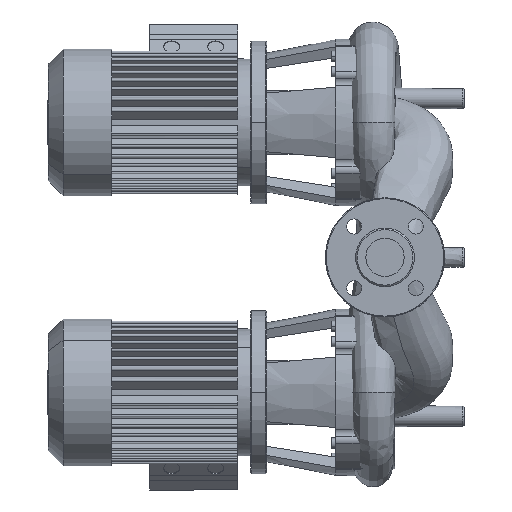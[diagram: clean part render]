
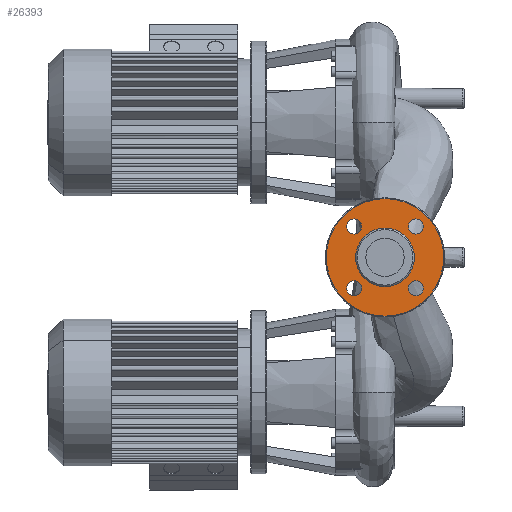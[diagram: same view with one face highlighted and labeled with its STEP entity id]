
A CAD part, left-side view. The second image highlights one B-rep face of the part: STEP entity #26393.
In plain terms, the highlighted free-form (B-spline) face has degree [1, 1] with [2, 2] control points.
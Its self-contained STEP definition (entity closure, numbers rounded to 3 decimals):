
#25772=CARTESIAN_POINT('',(2.,0.,-74.));
#25773=VERTEX_POINT('',#25772);
#25789=CARTESIAN_POINT('',(2.,0.,74.));
#25790=VERTEX_POINT('',#25789);
#25798=CARTESIAN_POINT('',(2.,-74.,0.0));
#25799=VERTEX_POINT('',#25798);
#25800=CARTESIAN_POINT('',(2.,0.,0.0));
#25801=DIRECTION('',(-1.0,0.0,0.0));
#25802=DIRECTION('',(0.0,-1.0,0.0));
#25803=AXIS2_PLACEMENT_3D('',#25800,#25801,#25802);
#25804=CIRCLE('',#25803,74.);
#25805=EDGE_CURVE('',#25799,#25790,#25804,.T.);
#25807=CARTESIAN_POINT('',(2.,0.,0.0));
#25808=DIRECTION('',(-1.0,0.0,0.0));
#25809=DIRECTION('',(0.0,-1.0,0.0));
#25810=AXIS2_PLACEMENT_3D('',#25807,#25808,#25809);
#25811=CIRCLE('',#25810,74.);
#25812=EDGE_CURVE('',#25773,#25799,#25811,.T.);
#25843=CARTESIAN_POINT('',(2.,-37.,0.0));
#25844=VERTEX_POINT('',#25843);
#25853=CARTESIAN_POINT('',(2.,37.,0.));
#25854=VERTEX_POINT('',#25853);
#25855=CARTESIAN_POINT('',(2.0,0.,0.0));
#25856=DIRECTION('',(-1.0,0.0,0.0));
#25857=DIRECTION('',(0.0,-1.0,0.0));
#25858=AXIS2_PLACEMENT_3D('',#25855,#25856,#25857);
#25859=CIRCLE('',#25858,37.);
#25860=EDGE_CURVE('',#25844,#25854,#25859,.T.);
#25906=CARTESIAN_POINT('',(2.,-38.891,29.391));
#25907=VERTEX_POINT('',#25906);
#25916=CARTESIAN_POINT('',(2.,-38.891,48.391));
#25917=VERTEX_POINT('',#25916);
#25918=CARTESIAN_POINT('',(2.,-38.891,38.891));
#25919=DIRECTION('',(-1.0,0.0,0.0));
#25920=DIRECTION('',(0.0,0.0,-1.0));
#25921=AXIS2_PLACEMENT_3D('',#25918,#25919,#25920);
#25922=CIRCLE('',#25921,9.5);
#25923=EDGE_CURVE('',#25907,#25917,#25922,.T.);
#25969=CARTESIAN_POINT('',(2.,29.391,38.891));
#25970=VERTEX_POINT('',#25969);
#25979=CARTESIAN_POINT('',(2.,48.391,38.891));
#25980=VERTEX_POINT('',#25979);
#25981=CARTESIAN_POINT('',(2.,38.891,38.891));
#25982=DIRECTION('',(-1.0,0.0,0.0));
#25983=DIRECTION('',(0.0,-1.0,0.0));
#25984=AXIS2_PLACEMENT_3D('',#25981,#25982,#25983);
#25985=CIRCLE('',#25984,9.5);
#25986=EDGE_CURVE('',#25970,#25980,#25985,.T.);
#26032=CARTESIAN_POINT('',(2.,38.891,-29.391));
#26033=VERTEX_POINT('',#26032);
#26042=CARTESIAN_POINT('',(2.,38.891,-48.391));
#26043=VERTEX_POINT('',#26042);
#26044=CARTESIAN_POINT('',(2.,38.891,-38.891));
#26045=DIRECTION('',(-1.0,0.0,0.0));
#26046=DIRECTION('',(0.0,0.0,1.0));
#26047=AXIS2_PLACEMENT_3D('',#26044,#26045,#26046);
#26048=CIRCLE('',#26047,9.5);
#26049=EDGE_CURVE('',#26033,#26043,#26048,.T.);
#26095=CARTESIAN_POINT('',(2.,-29.391,-38.891));
#26096=VERTEX_POINT('',#26095);
#26105=CARTESIAN_POINT('',(2.,-48.391,-38.891));
#26106=VERTEX_POINT('',#26105);
#26107=CARTESIAN_POINT('',(2.,-38.891,-38.891));
#26108=DIRECTION('',(-1.0,0.0,0.0));
#26109=DIRECTION('',(0.0,1.0,0.0));
#26110=AXIS2_PLACEMENT_3D('',#26107,#26108,#26109);
#26111=CIRCLE('',#26110,9.5);
#26112=EDGE_CURVE('',#26096,#26106,#26111,.T.);
#26167=CARTESIAN_POINT('',(2.,-38.891,-38.891));
#26168=DIRECTION('',(-1.0,0.0,0.0));
#26169=DIRECTION('',(0.0,1.0,0.0));
#26170=AXIS2_PLACEMENT_3D('',#26167,#26168,#26169);
#26171=CIRCLE('',#26170,9.5);
#26172=EDGE_CURVE('',#26106,#26096,#26171,.T.);
#26212=CARTESIAN_POINT('',(2.,38.891,-38.891));
#26213=DIRECTION('',(-1.0,0.0,0.0));
#26214=DIRECTION('',(0.0,0.0,1.0));
#26215=AXIS2_PLACEMENT_3D('',#26212,#26213,#26214);
#26216=CIRCLE('',#26215,9.5);
#26217=EDGE_CURVE('',#26043,#26033,#26216,.T.);
#26257=CARTESIAN_POINT('',(2.,38.891,38.891));
#26258=DIRECTION('',(-1.0,0.0,0.0));
#26259=DIRECTION('',(0.0,-1.0,0.0));
#26260=AXIS2_PLACEMENT_3D('',#26257,#26258,#26259);
#26261=CIRCLE('',#26260,9.5);
#26262=EDGE_CURVE('',#25980,#25970,#26261,.T.);
#26302=CARTESIAN_POINT('',(2.,-38.891,38.891));
#26303=DIRECTION('',(-1.0,0.0,0.0));
#26304=DIRECTION('',(0.0,0.0,-1.0));
#26305=AXIS2_PLACEMENT_3D('',#26302,#26303,#26304);
#26306=CIRCLE('',#26305,9.5);
#26307=EDGE_CURVE('',#25917,#25907,#26306,.T.);
#26347=CARTESIAN_POINT('',(2.0,0.,0.0));
#26348=DIRECTION('',(-1.0,0.0,0.0));
#26349=DIRECTION('',(0.0,-1.0,0.0));
#26350=AXIS2_PLACEMENT_3D('',#26347,#26348,#26349);
#26351=CIRCLE('',#26350,37.);
#26352=EDGE_CURVE('',#25854,#25844,#26351,.T.);
#26357=CARTESIAN_POINT('',(2.,-74.,-74.));
#26358=CARTESIAN_POINT('',(2.,-74.,74.));
#26359=CARTESIAN_POINT('',(2.,74.,-74.));
#26360=CARTESIAN_POINT('',(2.,74.,74.));
#26361=B_SPLINE_SURFACE_WITH_KNOTS('',1,1,((#26357,#26359),(#26358,#26360)),.UNSPECIFIED.,.F.,.F.,.U.,(2,2),(2,2),(0.0,148.),(0.0,148.),.UNSPECIFIED.);
#26362=ORIENTED_EDGE('',*,*,#25805,.T.);
#26363=CARTESIAN_POINT('',(2.,0.,0.0));
#26364=DIRECTION('',(-1.0,0.0,0.0));
#26365=DIRECTION('',(0.0,-1.0,0.0));
#26366=AXIS2_PLACEMENT_3D('',#26363,#26364,#26365);
#26367=CIRCLE('',#26366,74.);
#26368=EDGE_CURVE('',#25790,#25773,#26367,.T.);
#26369=ORIENTED_EDGE('',*,*,#26368,.T.);
#26370=ORIENTED_EDGE('',*,*,#25812,.T.);
#26371=EDGE_LOOP('',(#26362,#26369,#26370));
#26372=FACE_OUTER_BOUND('',#26371,.T.);
#26373=ORIENTED_EDGE('',*,*,#26172,.F.);
#26374=ORIENTED_EDGE('',*,*,#26112,.F.);
#26375=EDGE_LOOP('',(#26373,#26374));
#26376=FACE_BOUND('',#26375,.T.);
#26377=ORIENTED_EDGE('',*,*,#26217,.F.);
#26378=ORIENTED_EDGE('',*,*,#26049,.F.);
#26379=EDGE_LOOP('',(#26377,#26378));
#26380=FACE_BOUND('',#26379,.T.);
#26381=ORIENTED_EDGE('',*,*,#26262,.F.);
#26382=ORIENTED_EDGE('',*,*,#25986,.F.);
#26383=EDGE_LOOP('',(#26381,#26382));
#26384=FACE_BOUND('',#26383,.T.);
#26385=ORIENTED_EDGE('',*,*,#26307,.F.);
#26386=ORIENTED_EDGE('',*,*,#25923,.F.);
#26387=EDGE_LOOP('',(#26385,#26386));
#26388=FACE_BOUND('',#26387,.T.);
#26389=ORIENTED_EDGE('',*,*,#25860,.F.);
#26390=ORIENTED_EDGE('',*,*,#26352,.F.);
#26391=EDGE_LOOP('',(#26389,#26390));
#26392=FACE_BOUND('',#26391,.T.);
#26393=ADVANCED_FACE('',(#26372,#26376,#26380,#26384,#26388,#26392),#26361,.T.);
